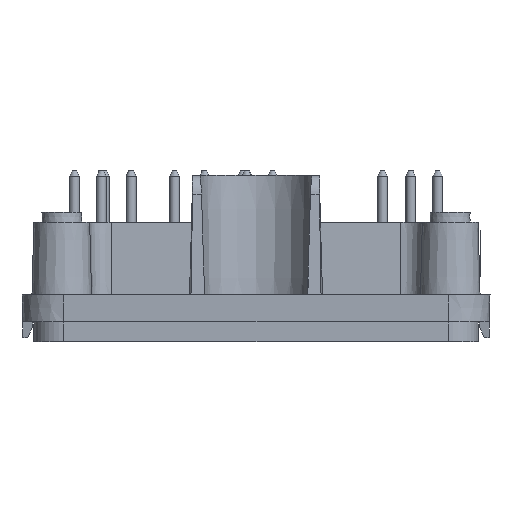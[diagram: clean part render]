
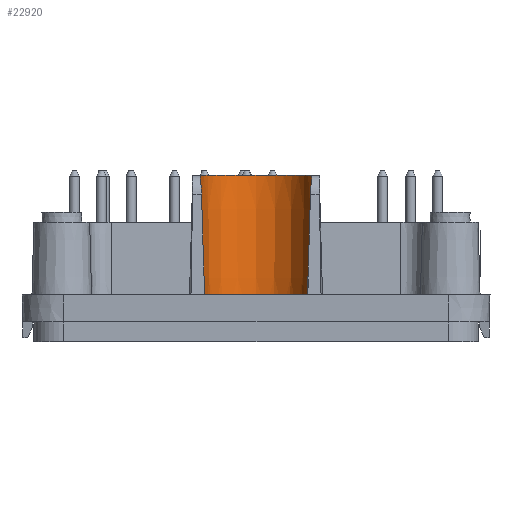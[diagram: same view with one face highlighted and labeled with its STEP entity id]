
A CAD part, left-side view. The second image highlights one B-rep face of the part: STEP entity #22920.
In plain terms, the highlighted conical face has half-angle 1 degrees and reference radius 5.538 mm.
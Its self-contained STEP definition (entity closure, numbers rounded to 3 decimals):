
#198=B_SPLINE_CURVE_WITH_KNOTS('',3,(#30731,#30732,#30733,#30734,#30735),
 .UNSPECIFIED.,.F.,.F.,(4,1,4),(0.,0.002,0.003),
 .UNSPECIFIED.);
#199=B_SPLINE_CURVE_WITH_KNOTS('',3,(#30743,#30744,#30745,#30746,#30747),
 .UNSPECIFIED.,.F.,.F.,(4,1,4),(0.,0.002,
0.003),.UNSPECIFIED.);
#703=CONICAL_SURFACE('',#24059,5.538,0.017);
#914=CIRCLE('',#24049,5.375);
#916=CIRCLE('',#24055,5.585);
#917=CIRCLE('',#24060,5.346);
#1703=ELLIPSE('',#24052,126.261,6.231);
#1704=ELLIPSE('',#24058,126.261,6.231);
#2114=ORIENTED_EDGE('',*,*,#7005,.T.);
#2115=ORIENTED_EDGE('',*,*,#7004,.T.);
#2116=ORIENTED_EDGE('',*,*,#7002,.T.);
#2117=ORIENTED_EDGE('',*,*,#7000,.T.);
#2118=ORIENTED_EDGE('',*,*,#6998,.T.);
#2119=ORIENTED_EDGE('',*,*,#6996,.T.);
#2120=ORIENTED_EDGE('',*,*,#6992,.T.);
#6992=EDGE_CURVE('',#9444,#9443,#914,.T.);
#6996=EDGE_CURVE('',#9446,#9444,#1703,.F.);
#6998=EDGE_CURVE('',#9447,#9446,#198,.T.);
#7000=EDGE_CURVE('',#9448,#9447,#916,.F.);
#7002=EDGE_CURVE('',#9449,#9448,#199,.T.);
#7004=EDGE_CURVE('',#9443,#9449,#1704,.F.);
#7005=EDGE_CURVE('',#9450,#9450,#917,.F.);
#9443=VERTEX_POINT('',#30719);
#9444=VERTEX_POINT('',#30721);
#9446=VERTEX_POINT('',#30728);
#9447=VERTEX_POINT('',#30736);
#9448=VERTEX_POINT('',#30740);
#9449=VERTEX_POINT('',#30748);
#9450=VERTEX_POINT('',#30754);
#13668=EDGE_LOOP('',(#2114));
#13669=EDGE_LOOP('',(#2115,#2116,#2117,#2118,#2119,#2120));
#15022=FACE_BOUND('',#13668,.T.);
#15023=FACE_BOUND('',#13669,.T.);
#22920=ADVANCED_FACE('',(#15022,#15023),#703,.F.);
#24049=AXIS2_PLACEMENT_3D('',#30720,#26002,#26003);
#24052=AXIS2_PLACEMENT_3D('',#30727,#26010,#26011);
#24055=AXIS2_PLACEMENT_3D('',#30739,#26018,#26019);
#24058=AXIS2_PLACEMENT_3D('',#30751,#26026,#26027);
#24059=AXIS2_PLACEMENT_3D('',#30752,#26028,#26029);
#24060=AXIS2_PLACEMENT_3D('',#30753,#26030,#26031);
#26002=DIRECTION('',(0.,0.,1.));
#26003=DIRECTION('',(-1.,0.,0.));
#26010=DIRECTION('',(0.999,0.,-0.052));
#26011=DIRECTION('',(0.052,0.,0.999));
#26018=DIRECTION('',(0.,0.,-1.));
#26019=DIRECTION('',(1.,0.,0.));
#26026=DIRECTION('',(0.999,0.,-0.052));
#26027=DIRECTION('',(0.052,0.,0.999));
#26028=DIRECTION('',(0.,0.,1.));
#26029=DIRECTION('',(-1.,0.,0.));
#26030=DIRECTION('',(0.,0.,1.));
#26031=DIRECTION('',(-1.,0.,0.));
#30719=CARTESIAN_POINT('',(-48.,-5.162,1.4));
#30720=CARTESIAN_POINT('',(-46.5,0.,1.4));
#30721=CARTESIAN_POINT('',(-48.,5.162,1.4));
#30727=CARTESIAN_POINT('',(-44.299,0.,72.017));
#30728=CARTESIAN_POINT('',(-47.47,5.466,11.505));
#30731=CARTESIAN_POINT('',(-45.473,5.49,13.4));
#30732=CARTESIAN_POINT('',(-45.977,5.584,13.4));
#30733=CARTESIAN_POINT('',(-46.987,5.597,12.996));
#30734=CARTESIAN_POINT('',(-47.444,5.48,12.016));
#30735=CARTESIAN_POINT('',(-47.47,5.466,11.505));
#30736=CARTESIAN_POINT('',(-45.473,5.49,13.4));
#30739=CARTESIAN_POINT('',(-46.5,0.,13.4));
#30740=CARTESIAN_POINT('',(-45.473,-5.49,13.4));
#30743=CARTESIAN_POINT('',(-47.47,-5.466,11.505));
#30744=CARTESIAN_POINT('',(-47.444,-5.48,12.016));
#30745=CARTESIAN_POINT('',(-46.988,-5.597,12.995));
#30746=CARTESIAN_POINT('',(-45.977,-5.584,13.4));
#30747=CARTESIAN_POINT('',(-45.473,-5.49,13.4));
#30748=CARTESIAN_POINT('',(-47.47,-5.466,11.505));
#30751=CARTESIAN_POINT('',(-44.299,0.,72.017));
#30752=CARTESIAN_POINT('',(-46.5,0.,10.697));
#30753=CARTESIAN_POINT('',(-46.5,0.,-0.3));
#30754=CARTESIAN_POINT('',(-51.846,0.,-0.3));
